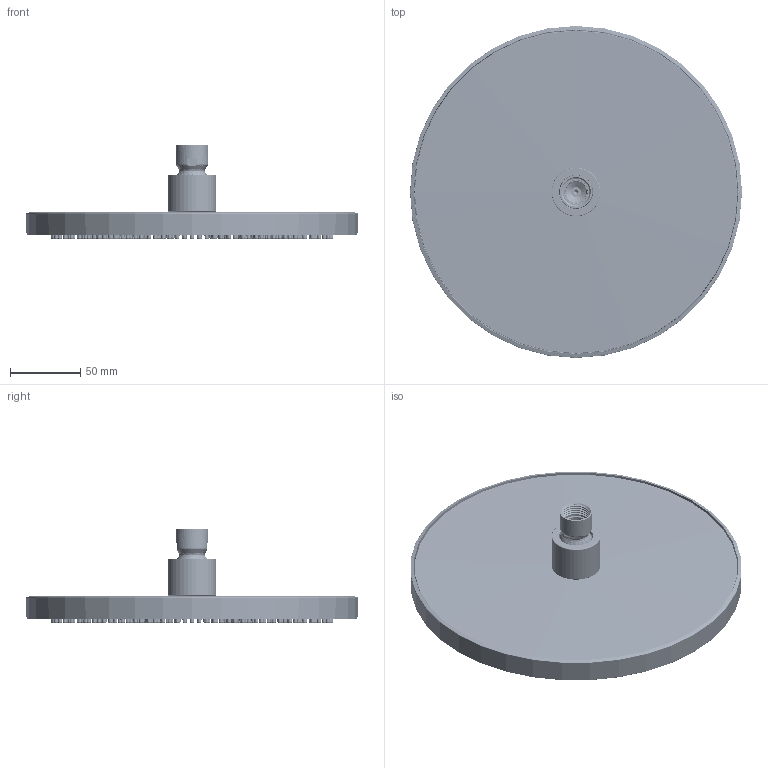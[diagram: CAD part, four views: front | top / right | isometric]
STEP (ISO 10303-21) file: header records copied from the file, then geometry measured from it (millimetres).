
FILE_DESCRIPTION(/* description */ ('Unknown'),/* implementation_level */ '2;1');
FILE_NAME(/* name */ 'AC104-00',/* time_stamp */ '2023-11-06T14:28:26+01:00',/* author */ ('Unknown'),/* organization */ ('Unknown'),/* preprocessor_version */ 'ST-DEVELOPER v18.102',/* originating_system */ 'Solid Edge',/* authorisation */ 'Unknown');
FILE_SCHEMA (('AUTOMOTIVE_DESIGN {1 0 10303 214 3 1 1}'));
Length unit declared in the file: millimetre
Products named in the file (8): AC104-00; AC104-01; AC104-001_oa_0; A063095_51900ZH_ASM_oa_1; 27970; AC104-02; M100-05; M105-03
Assembly tree (7 placements, depth 4):
  AC104-00
    AC104-01
    AC104-001_oa_0
      A063095_51900ZH_ASM_oa_1
        27970
    AC104-02
    M100-05
    M105-03
Bounding box: 236.51 x 236.51 x 66.58 mm (x, y, z)
Volume: 362757.4 mm3; surface area: 345219.4 mm2
Topology: 5 solids, 5 shells, 8115 faces, 21457 edges, 13565 vertices
Faces by surface type: cone 3216, torus 2911, plane 1326, cylinder 331, bspline 277, sphere 54
Full cylindrical faces by diameter (mm): 6 x2, 7 x1, 7.846 x10, 12.446 x10, 14.999 x1, 16.5 x1, 19 x4, 23.2 x1, 24 x1, 26.5 x1, 30.5 x1, 33.2 x1, 34.8 x1
Entity records: 233230 total; most frequent: CARTESIAN_POINT 55265, DIRECTION 38045, ORIENTED_EDGE 32504, AXIS2_PLACEMENT_3D 17899, EDGE_CURVE 16252, EDGE_LOOP 13464, FACE_BOUND 13464, VERTEX_POINT 11686
